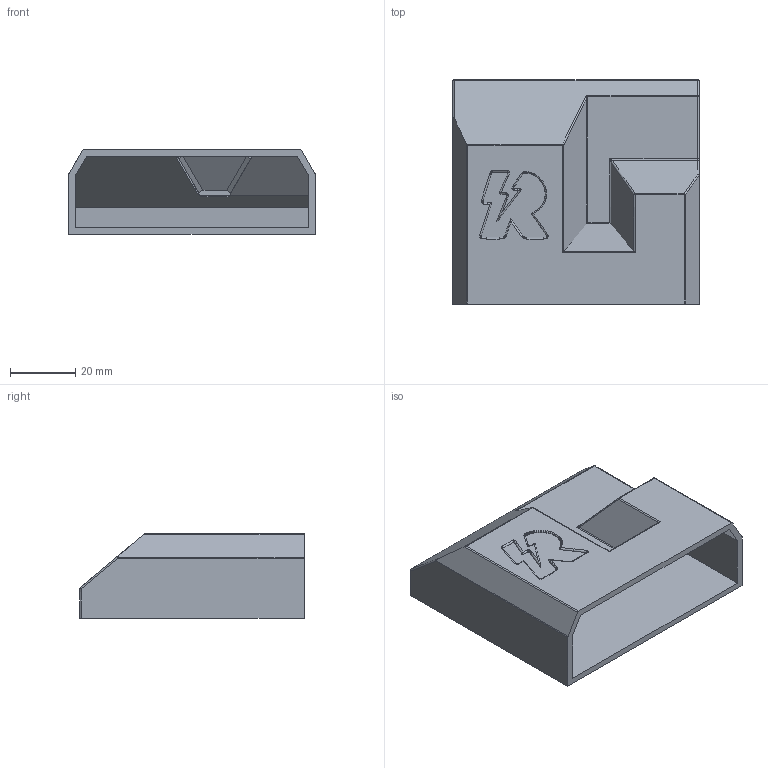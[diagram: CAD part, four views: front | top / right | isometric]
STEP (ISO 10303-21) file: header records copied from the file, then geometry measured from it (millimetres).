
FILE_DESCRIPTION(/* description */ (''),/* implementation_level */ '2;1');
FILE_NAME(/* name */ 'Rave v4.step',/* time_stamp */ '2024-11-16T00:07:20+01:00',/* author */ (''),/* organization */ (''),/* preprocessor_version */ 'ST-DEVELOPER v20',/* originating_system */ 'Autodesk Translation Framework v13.20.0.188',/* authorisation */ '');
FILE_SCHEMA (('AUTOMOTIVE_DESIGN { 1 0 10303 214 3 1 1 }'));
Length unit declared in the file: millimetre
Products named in the file (1): Rave
Bounding box: 75.64 x 68.9 x 26 mm (x, y, z)
Volume: 26776.4 mm3; surface area: 28275 mm2
Topology: 1 solids, 1 shells, 199 faces, 560 edges, 364 vertices
Faces by surface type: cylinder 133, plane 55, sphere 5, bspline 3, torus 3
Entity records: 6793 total; most frequent: CARTESIAN_POINT 1504, DIRECTION 1121, ORIENTED_EDGE 1118, EDGE_CURVE 559, AXIS2_PLACEMENT_3D 378, LINE 365, VECTOR 365, VERTEX_POINT 364
